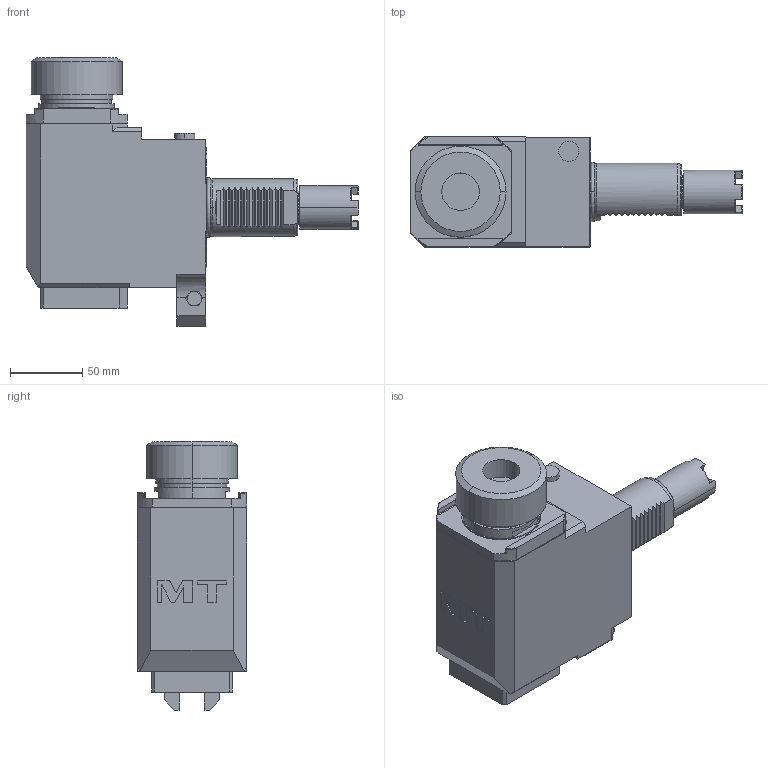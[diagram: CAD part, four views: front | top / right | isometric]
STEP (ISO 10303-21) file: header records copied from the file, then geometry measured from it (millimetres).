
FILE_DESCRIPTION((''),'2;1');
FILE_NAME('HAS0130240_CONF','2024-12-18T15:47:09',('fpalella'),('M.T. srl'),'CREO PARAMETRIC BY PTC INC, 2023352','CREO PARAMETRIC BY PTC INC, 2023352','');
FILE_SCHEMA(('CONFIG_CONTROL_DESIGN'));
Length unit declared in the file: millimetre
Products named in the file (1): HAS0130240_CONF
Bounding box: 229.85 x 76 x 185.66 mm (x, y, z)
Volume: 1305095 mm3; surface area: 102596 mm2
Topology: 1 solids, 1 shells, 331 faces, 875 edges, 568 vertices
Faces by surface type: plane 182, cylinder 88, cone 46, torus 13, extrusion 2
Entity records: 11519 total; most frequent: CARTESIAN_POINT 3488, ORIENTED_EDGE 1750, DIRECTION 1549, EDGE_CURVE 875, VERTEX_POINT 568, AXIS2_PLACEMENT_3D 551, VECTOR 447, LINE 445
